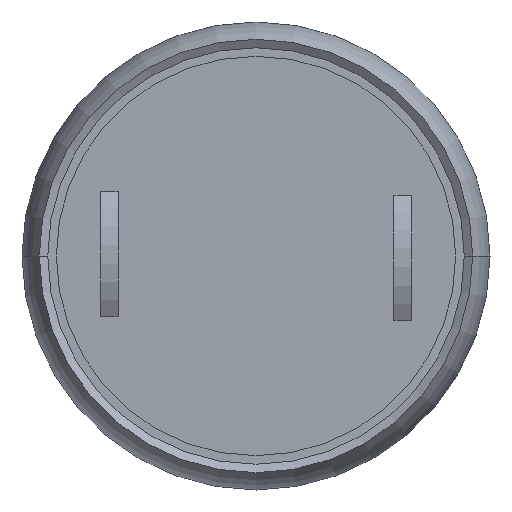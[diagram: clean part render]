
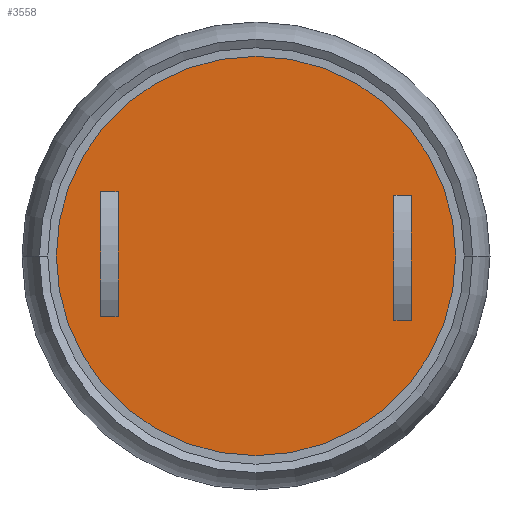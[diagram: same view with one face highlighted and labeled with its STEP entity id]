
A CAD part, front view. The second image highlights one B-rep face of the part: STEP entity #3558.
In plain terms, the highlighted planar face has unit normal (0, -1, 0).
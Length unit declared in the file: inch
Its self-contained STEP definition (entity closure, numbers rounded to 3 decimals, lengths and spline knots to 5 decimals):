
#3515=CARTESIAN_POINT('',(0.,-0.13,0.));
#3516=DIRECTION('',(0.,-1.,0.));
#3517=DIRECTION('',(1.,0.,0.));
#3518=AXIS2_PLACEMENT_3D('',#3515,#3516,#3517);
#3534=CARTESIAN_POINT('',(0.,-0.13,0.));
#3535=DIRECTION('',(0.,1.,0.));
#3536=DIRECTION('',(1.,0.,0.));
#3537=AXIS2_PLACEMENT_3D('',#3534,#3535,#3536);
#3539=CARTESIAN_POINT('',(0.16,-0.13,0.));
#3541=VERTEX_POINT('',#3539);
#3543=CARTESIAN_POINT('',(-0.16,-0.13,0.));
#3545=VERTEX_POINT('',#3543);
#3547=CARTESIAN_POINT('',(0.,-0.13,0.));
#3548=DIRECTION('',(0.,1.,0.));
#3549=DIRECTION('',(1.,0.,0.));
#3550=AXIS2_PLACEMENT_3D('',#3547,#3548,#3549);
#3551=PLANE('',#3550);
#3553=ORIENTED_EDGE('',*,*,#3552,.F.);
#3555=ORIENTED_EDGE('',*,*,#3554,.T.);
#3556=EDGE_LOOP('',(#3553,#3555));
#3557=FACE_OUTER_BOUND('',#3556,.F.);
#3558=ADVANCED_FACE('',(#3557),#3551,.F.);
#3519=CIRCLE('',#3518,0.16);
#3538=CIRCLE('',#3537,0.16);
#3552=EDGE_CURVE('',#3541,#3545,#3519,.T.);
#3554=EDGE_CURVE('',#3541,#3545,#3538,.T.);
